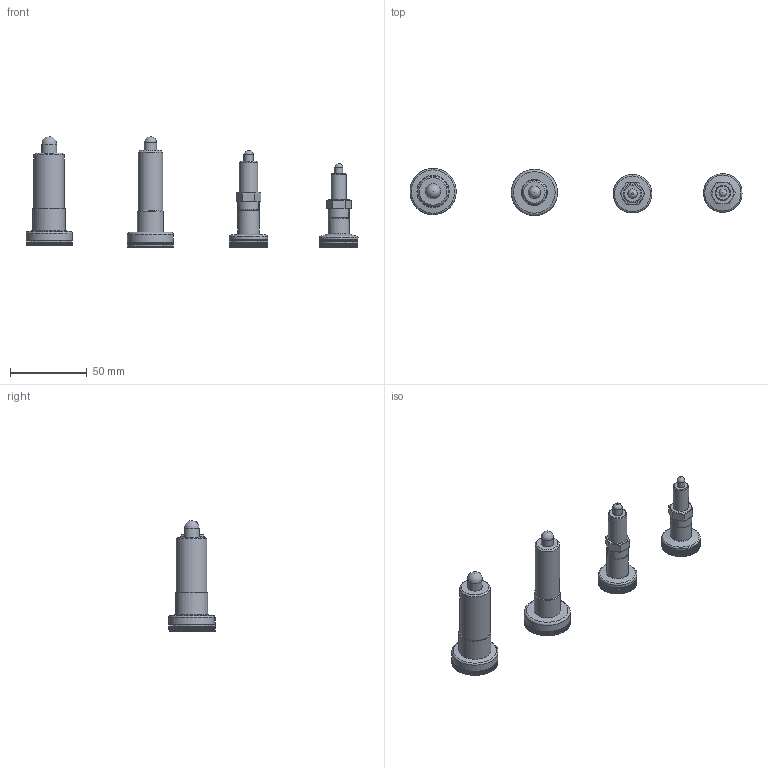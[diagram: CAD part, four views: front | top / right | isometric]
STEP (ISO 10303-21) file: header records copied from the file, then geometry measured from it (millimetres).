
FILE_DESCRIPTION(/* description */ (''),/* implementation_level */ '2;1');
FILE_NAME(/* name */ 'DR_INP_M.stp',/* time_stamp */ '2024-04-01T13:31:47+09:00',/* author */ ('user'),/* organization */ (''),/* preprocessor_version */ 'ST-DEVELOPER v15.6',/* originating_system */ 'Autodesk Inventor 2015',/* authorisation */ '');
FILE_SCHEMA (('AUTOMOTIVE_DESIGN { 1 0 10303 214 3 1 1 }'));
Length unit declared in the file: millimetre
Products named in the file (9): DR_IN_PLU_10; DR_IN_PLU_10_B; DR_INP-10; DR_IN_PLU_12; DR_IN_PLU_12_B; DR_INP-12; DR_IN_PLU_16; DR_INP-20; DR_INP_M
Bounding box: 216.22 x 30.6 x 72.26 mm (x, y, z)
Volume: 57936.5 mm3; surface area: 24332.4 mm2
Topology: 8 solids, 8 shells, 3262 faces, 8315 edges, 5081 vertices
Faces by surface type: bspline 1377, plane 1148, cylinder 714, cone 12, torus 8, sphere 3
Full cylindrical faces by diameter (mm): 3 x2, 3.5 x2, 4 x4, 5 x2, 6 x2, 8 x2, 9.8 x2, 10 x1, 12 x1, 13.7 x1, 14 x1, 16 x1, 17 x1, 20 x1, 21 x1, 25 x2, 30 x2
Entity records: 117358 total; most frequent: CARTESIAN_POINT 45718, ORIENTED_EDGE 17046, DIRECTION 12264, EDGE_CURVE 8243, VERTEX_POINT 5062, AXIS2_PLACEMENT_3D 4858, EDGE_LOOP 3331, FACE_OUTER_BOUND 3260
